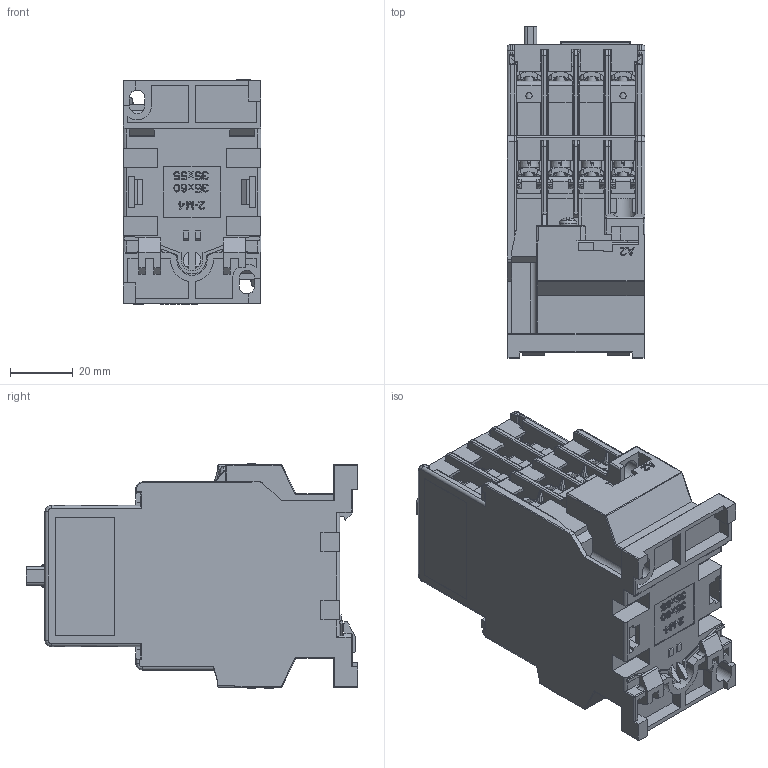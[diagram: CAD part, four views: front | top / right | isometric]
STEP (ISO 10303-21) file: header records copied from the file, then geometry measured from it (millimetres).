
FILE_DESCRIPTION((''),'2;1');
FILE_NAME('2-401-009_SW0001','2022-05-23T09:58:44',('zyongj'),(''),'CREO PARAMETRIC BY PTC INC, 2020044','CREO PARAMETRIC BY PTC INC, 2020044','');
FILE_SCHEMA(('CONFIG_CONTROL_DESIGN','SHAPE_APPEARANCE_LAYERS_GROUPS'));
Products named in the file (1): 2-401-009_SW0001
Bounding box: 44 x 105.8 x 71.6 mm (x, y, z)
Volume: 139260.2 mm3; surface area: 91339.6 mm2
Topology: 1 solids, 1 shells, 6270 faces, 18155 edges, 11552 vertices
Faces by surface type: plane 4336, cylinder 1275, torus 383, bspline 121, cone 108, sphere 47
Entity records: 253121 total; most frequent: CARTESIAN_POINT 60254, ORIENTED_EDGE 36242, DIRECTION 31821, EDGE_CURVE 18121, VECTOR 13515, LINE 13515, VERTEX_POINT 11552, AXIS2_PLACEMENT_3D 9153
